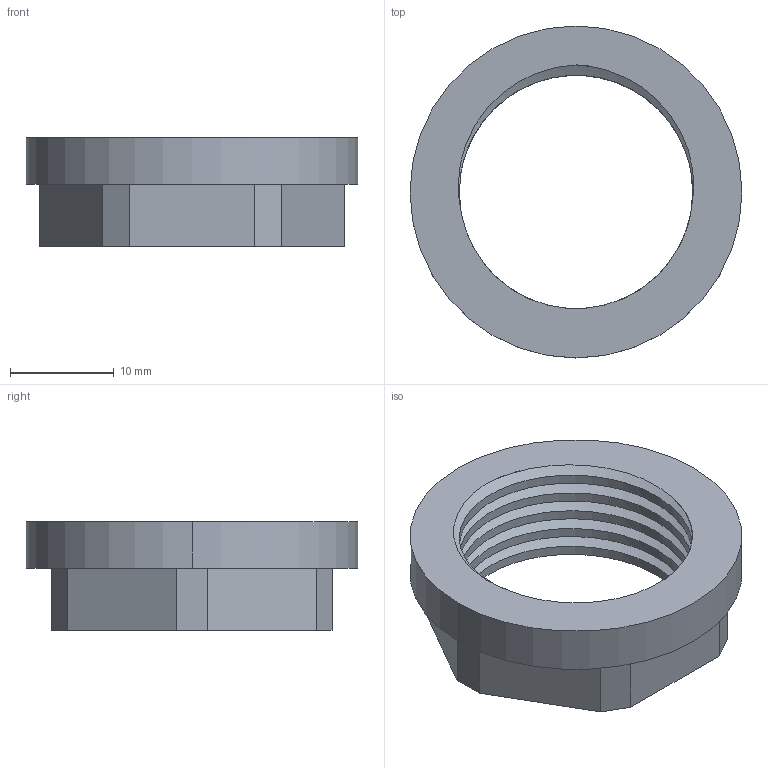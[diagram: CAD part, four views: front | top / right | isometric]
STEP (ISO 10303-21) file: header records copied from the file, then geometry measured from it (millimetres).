
FILE_DESCRIPTION (( 'STEP AP203' ), '1' );
FILE_NAME ('soporte_pulsador_2.STEP', '2022-02-14T17:49:20', ( '' ), ( '' ), 'SwSTEP 2.0', 'SolidWorks 2019', '' );
FILE_SCHEMA (( 'CONFIG_CONTROL_DESIGN' ));
Length unit declared in the file: millimetre
Products named in the file (1): soporte_pulsador_2
Bounding box: 32 x 32 x 10.5 mm (x, y, z)
Volume: 2975.2 mm3; surface area: 2957.1 mm2
Topology: 1 solids, 1 shells, 30 faces, 81 edges, 54 vertices
Faces by surface type: plane 15, cylinder 13, bspline 2
Entity records: 1911 total; most frequent: CARTESIAN_POINT 1150, ORIENTED_EDGE 162, DIRECTION 118, EDGE_CURVE 81, VERTEX_POINT 54, LINE 48, VECTOR 48, AXIS2_PLACEMENT_3D 35
